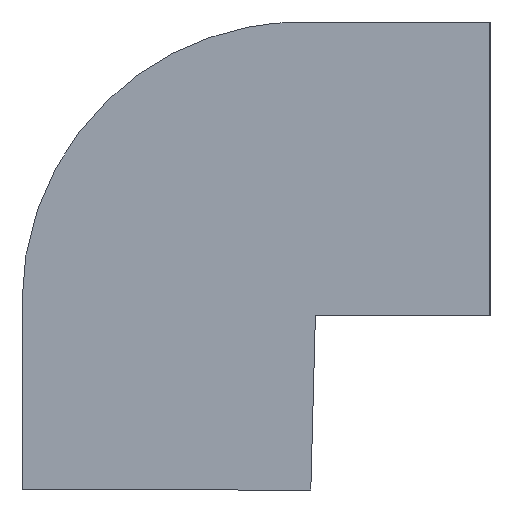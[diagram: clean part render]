
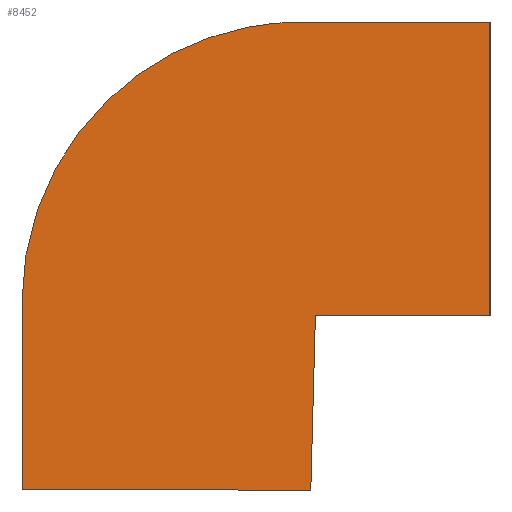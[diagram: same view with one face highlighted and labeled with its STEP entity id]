
A CAD part, left-side view. The second image highlights one B-rep face of the part: STEP entity #8452.
In plain terms, the highlighted planar face has unit normal (-1, 0, 0.018).
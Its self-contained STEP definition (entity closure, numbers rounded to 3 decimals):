
#384 = CARTESIAN_POINT ( 'NONE',  ( -13.793, 0., -16.8 ) ) ;
#486 = LINE ( 'NONE', #7277, #1828 ) ;
#490 = LINE ( 'NONE', #10167, #6559 ) ;
#601 = DIRECTION ( 'NONE',  ( 0.017, 0., 1. ) ) ;
#761 = DIRECTION ( 'NONE',  ( 0., 1., 0. ) ) ;
#898 = VERTEX_POINT ( 'NONE', #4065 ) ;
#972 = CARTESIAN_POINT ( 'NONE',  ( -13.5, 20.173, 0. ) ) ;
#1434 = ORIENTED_EDGE ( 'NONE', *, *, #10264, .F. ) ;
#1617 = AXIS2_PLACEMENT_3D ( 'NONE', #4533, #5311, #601 ) ;
#1753 = CARTESIAN_POINT ( 'NONE',  ( -13.779, 26.8, -16. ) ) ;
#1828 = VECTOR ( 'NONE', #6514, 1000. ) ;
#1910 = ORIENTED_EDGE ( 'NONE', *, *, #7951, .F. ) ;
#2435 = CARTESIAN_POINT ( 'NONE',  ( -13.968, 10., -26.8 ) ) ;
#2644 = LINE ( 'NONE', #10334, #6626 ) ;
#2850 =( BOUNDED_CURVE ( )  B_SPLINE_CURVE ( 3, ( #1753, #6513, #972, #7309 ),
 .UNSPECIFIED., .F., .T. ) 
 B_SPLINE_CURVE_WITH_KNOTS ( ( 4, 4 ),
 ( 1.571, 3.142 ),
 .UNSPECIFIED. ) 
 CURVE ( )  GEOMETRIC_REPRESENTATION_ITEM ( )  RATIONAL_B_SPLINE_CURVE ( ( 1., 0.805, 0.805, 1. ) ) 
 REPRESENTATION_ITEM ( '' )  );
#2939 = CARTESIAN_POINT ( 'NONE',  ( -13.5, 0., 0. ) ) ;
#3823 = FACE_OUTER_BOUND ( 'NONE', #7485, .T. ) ;
#3830 = EDGE_CURVE ( 'NONE', #5882, #9815, #2850, .T. ) ;
#3831 = LINE ( 'NONE', #2435, #8044 ) ;
#4065 = CARTESIAN_POINT ( 'NONE',  ( -13.5, 0., 0. ) ) ;
#4374 = EDGE_CURVE ( 'NONE', #9815, #898, #5329, .T. ) ;
#4531 = DIRECTION ( 'NONE',  ( 0., -1., 0. ) ) ;
#4533 = CARTESIAN_POINT ( 'NONE',  ( -13.5, 0., 0. ) ) ;
#4641 = ORIENTED_EDGE ( 'NONE', *, *, #9013, .F. ) ;
#5166 = VERTEX_POINT ( 'NONE', #10309 ) ;
#5311 = DIRECTION ( 'NONE',  ( -1., 0., 0.017 ) ) ;
#5329 = LINE ( 'NONE', #2939, #9095 ) ;
#5348 = DIRECTION ( 'NONE',  ( 0.017, 0., 1. ) ) ;
#5457 = CARTESIAN_POINT ( 'NONE',  ( -13.5, 10.8, 0. ) ) ;
#5882 = VERTEX_POINT ( 'NONE', #7320 ) ;
#6385 = ORIENTED_EDGE ( 'NONE', *, *, #4374, .F. ) ;
#6513 = CARTESIAN_POINT ( 'NONE',  ( -13.616, 26.8, -6.627 ) ) ;
#6514 = DIRECTION ( 'NONE',  ( -0.017, 0., -1. ) ) ;
#6559 = VECTOR ( 'NONE', #5348, 1000. ) ;
#6626 = VECTOR ( 'NONE', #761, 1000. ) ;
#6666 = EDGE_CURVE ( 'NONE', #9911, #9595, #2644, .T. ) ;
#6906 = VECTOR ( 'NONE', #8595, 1000. ) ;
#7012 = ORIENTED_EDGE ( 'NONE', *, *, #8796, .F. ) ;
#7055 = CARTESIAN_POINT ( 'NONE',  ( -13.793, 10., -16.8 ) ) ;
#7277 = CARTESIAN_POINT ( 'NONE',  ( -13.492, 0., 0.471 ) ) ;
#7309 = CARTESIAN_POINT ( 'NONE',  ( -13.5, 10.8, 0. ) ) ;
#7320 = CARTESIAN_POINT ( 'NONE',  ( -13.779, 26.8, -16. ) ) ;
#7338 = VERTEX_POINT ( 'NONE', #9554 ) ;
#7485 = EDGE_LOOP ( 'NONE', ( #6385, #7863, #1910, #1434, #4641, #8517, #7012 ) ) ;
#7863 = ORIENTED_EDGE ( 'NONE', *, *, #3830, .F. ) ;
#7951 = EDGE_CURVE ( 'NONE', #5166, #5882, #490, .T. ) ;
#7992 = DIRECTION ( 'NONE',  ( 0., 1., 0. ) ) ;
#8044 = VECTOR ( 'NONE', #7992, 1000. ) ;
#8452 = ADVANCED_FACE ( 'NONE', ( #3823 ), #10122, .T. ) ;
#8517 = ORIENTED_EDGE ( 'NONE', *, *, #6666, .F. ) ;
#8595 = DIRECTION ( 'NONE',  ( -0.017, 0.026, -1. ) ) ;
#8796 = EDGE_CURVE ( 'NONE', #898, #9911, #486, .T. ) ;
#9013 = EDGE_CURVE ( 'NONE', #9595, #7338, #9034, .T. ) ;
#9034 = LINE ( 'NONE', #9424, #6906 ) ;
#9095 = VECTOR ( 'NONE', #4531, 1000. ) ;
#9424 = CARTESIAN_POINT ( 'NONE',  ( -13.785, 9.988, -16.324 ) ) ;
#9554 = CARTESIAN_POINT ( 'NONE',  ( -13.968, 10.262, -26.8 ) ) ;
#9595 = VERTEX_POINT ( 'NONE', #7055 ) ;
#9815 = VERTEX_POINT ( 'NONE', #5457 ) ;
#9911 = VERTEX_POINT ( 'NONE', #384 ) ;
#10122 = PLANE ( 'NONE',  #1617 ) ;
#10167 = CARTESIAN_POINT ( 'NONE',  ( -13.771, 26.8, -15.524 ) ) ;
#10264 = EDGE_CURVE ( 'NONE', #7338, #5166, #3831, .T. ) ;
#10309 = CARTESIAN_POINT ( 'NONE',  ( -13.968, 26.8, -26.8 ) ) ;
#10334 = CARTESIAN_POINT ( 'NONE',  ( -13.793, 10., -16.8 ) ) ;
